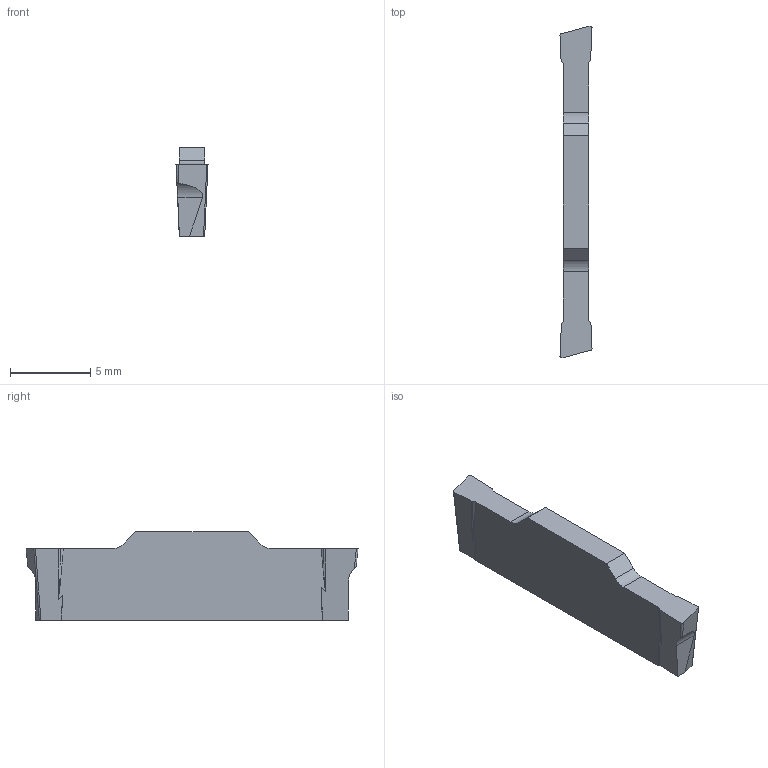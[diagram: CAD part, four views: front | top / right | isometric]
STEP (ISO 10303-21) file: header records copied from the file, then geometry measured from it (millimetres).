
FILE_DESCRIPTION(/* description */ (''),/* implementation_level */ '2;1');
FILE_NAME(/* name */ 'r123e2-0200-1501-cs-1125_cut_20190521_153434_1.stp',/* time_stamp */ '2019-05-21T15:35:51+02:00',/* author */ (''),/* organization */ ('SMS'),/* preprocessor_version */ 'ST-DEVELOPER v15',/* originating_system */ 'SIEMENS PLM Software NX 8.5',/* authorisation */ '');
FILE_SCHEMA (('AUTOMOTIVE_DESIGN { 1 0 10303 214 3 1 1 1 }'));
Length unit declared in the file: millimetre
Products named in the file (1): R123E2-0200-1501-CS-1125_CUT_20190521_153434_1
Bounding box: 2 x 20.7 x 5.51 mm (x, y, z)
Volume: 155.7 mm3; surface area: 273.7 mm2
Topology: 1 solids, 1 shells, 36 faces, 103 edges, 71 vertices
Faces by surface type: plane 24, cylinder 8, bspline 4
Entity records: 1364 total; most frequent: CARTESIAN_POINT 400, ORIENTED_EDGE 204, DIRECTION 172, EDGE_CURVE 102, LINE 74, VECTOR 74, VERTEX_POINT 68, AXIS2_PLACEMENT_3D 49
